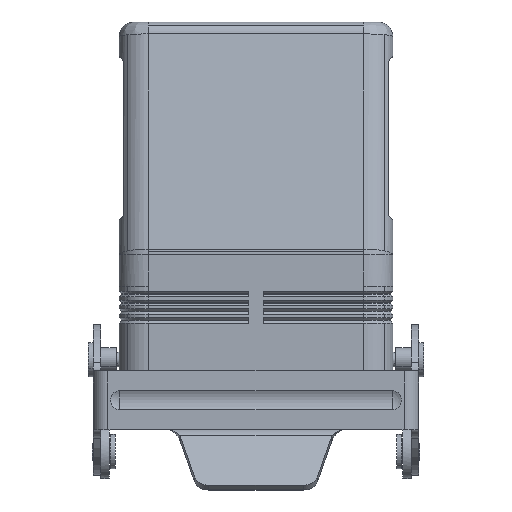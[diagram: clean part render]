
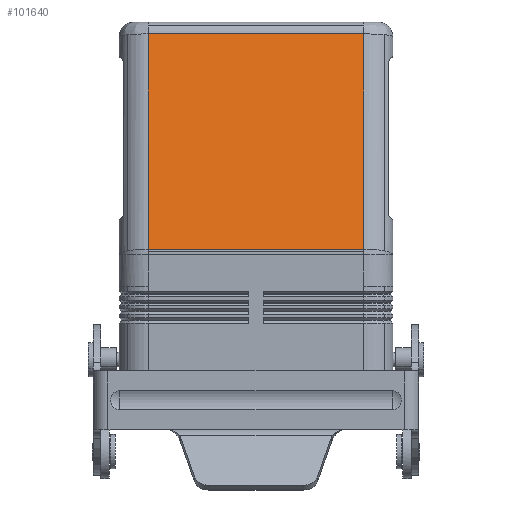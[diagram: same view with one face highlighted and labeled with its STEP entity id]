
A CAD part, front view. The second image highlights one B-rep face of the part: STEP entity #101640.
In plain terms, the highlighted face is planar.
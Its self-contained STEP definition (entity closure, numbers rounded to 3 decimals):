
#620=CARTESIAN_POINT('',(40.893,22.,28.559));
#630=VERTEX_POINT('',#620);
#40250=CARTESIAN_POINT('',(40.893,-22.,28.559));
#40260=VERTEX_POINT('',#40250);
#40290=CARTESIAN_POINT('',(40.893,22.,28.559));
#40300=DIRECTION('',(0.,-1.,0.));
#40310=VECTOR('',#40300,44.);
#40320=LINE('',#40290,#40310);
#40330=EDGE_CURVE('',#630,#40260,#40320,.T.);
#98000=CARTESIAN_POINT('',(32.466,-22.,72.564));
#98010=VERTEX_POINT('',#98000);
#98040=CARTESIAN_POINT('',(40.893,-22.,28.559));
#98050=DIRECTION('',(-0.188,0.,0.982));
#98060=VECTOR('',#98050,44.805);
#98070=LINE('',#98040,#98060);
#98080=EDGE_CURVE('',#40260,#98010,#98070,.T.);
#101410=CARTESIAN_POINT('',(41.,0.,28.));
#101420=DIRECTION('',(0.982,-0.,0.188));
#101430=DIRECTION('',(0.188,0.,-0.982));
#101440=AXIS2_PLACEMENT_3D('',#101410,#101420,#101430);
#101450=PLANE('',#101440);
#101460=ORIENTED_EDGE('',*,*,#98080,.F.);
#101470=CARTESIAN_POINT('',(32.466,-22.,72.564));
#101480=DIRECTION('',(0.,1.,0.));
#101490=VECTOR('',#101480,44.);
#101500=LINE('',#101470,#101490);
#101510=CARTESIAN_POINT('',(32.466,22.,72.564));
#101520=VERTEX_POINT('',#101510);
#101530=EDGE_CURVE('',#98010,#101520,#101500,.T.);
#101540=ORIENTED_EDGE('',*,*,#101530,.F.);
#101550=CARTESIAN_POINT('',(32.466,22.,72.564));
#101560=DIRECTION('',(0.188,0.,-0.982))
;
#101570=VECTOR('',#101560,44.805);
#101580=LINE('',#101550,#101570);
#101590=EDGE_CURVE('',#101520,#630,#101580,.T.);
#101600=ORIENTED_EDGE('',*,*,#101590,.F.);
#101610=ORIENTED_EDGE('',*,*,#40330,.F.);
#101620=EDGE_LOOP('',(#101610,#101600,#101540,#101460));
#101630=FACE_OUTER_BOUND('',#101620,.T.);
#101640=ADVANCED_FACE('',(#101630),#101450,.T.);
